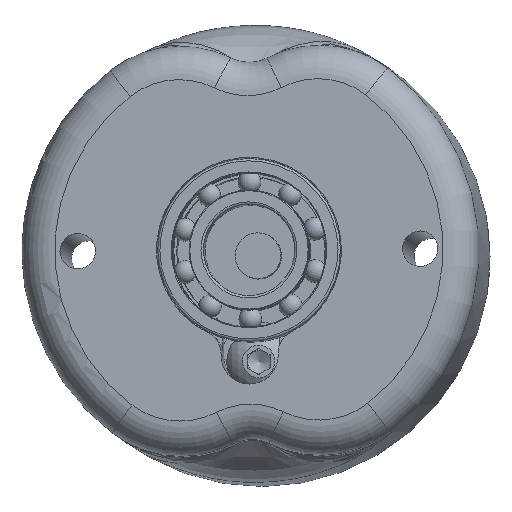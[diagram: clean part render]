
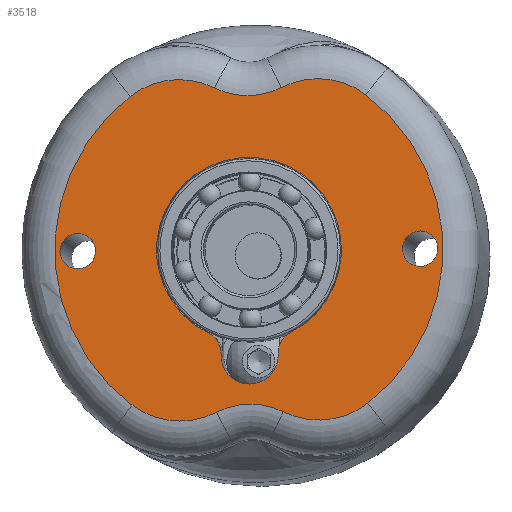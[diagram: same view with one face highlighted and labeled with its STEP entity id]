
A CAD part, top view. The second image highlights one B-rep face of the part: STEP entity #3518.
In plain terms, the highlighted planar face has unit normal (-0.041, 0.025, 0.999).
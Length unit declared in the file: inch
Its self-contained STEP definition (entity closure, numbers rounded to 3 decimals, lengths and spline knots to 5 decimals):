
#152=FACE_BOUND('',#508,.T.);
#153=FACE_BOUND('',#509,.T.);
#154=FACE_BOUND('',#510,.T.);
#203=PLANE('',#3845);
#298=FACE_OUTER_BOUND('',#507,.T.);
#507=EDGE_LOOP('',(#2522,#2523,#2524,#2525,#2526,#2527,#2528,#2529));
#508=EDGE_LOOP('',(#2530,#2531));
#509=EDGE_LOOP('',(#2532,#2533));
#510=EDGE_LOOP('',(#2534,#2535,#2536,#2537,#2538,#2539));
#792=LINE('',#6278,#989);
#793=LINE('',#6282,#990);
#989=VECTOR('',#4596,39.37008);
#990=VECTOR('',#4599,39.37008);
#1079=CIRCLE('',#3731,0.66929);
#1100=CIRCLE('',#3757,0.3189);
#1118=CIRCLE('',#3779,0.06102);
#1119=CIRCLE('',#3780,0.06102);
#1122=CIRCLE('',#3784,0.06102);
#1123=CIRCLE('',#3785,0.06102);
#1151=CIRCLE('',#3846,0.66929);
#1152=CIRCLE('',#3847,0.27559);
#1153=CIRCLE('',#3848,0.25591);
#1154=CIRCLE('',#3849,0.27559);
#1155=CIRCLE('',#3850,0.27559);
#1156=CIRCLE('',#3851,0.25591);
#1157=CIRCLE('',#3852,0.27559);
#1158=CIRCLE('',#3853,0.07874);
#1159=CIRCLE('',#3854,0.09843);
#1160=CIRCLE('',#3855,0.07874);
#1348=VERTEX_POINT('',#5407);
#1349=VERTEX_POINT('',#5408);
#1371=VERTEX_POINT('',#5478);
#1372=VERTEX_POINT('',#5480);
#1416=VERTEX_POINT('',#5975);
#1417=VERTEX_POINT('',#5977);
#1420=VERTEX_POINT('',#5985);
#1421=VERTEX_POINT('',#5987);
#1502=VERTEX_POINT('',#6262);
#1503=VERTEX_POINT('',#6263);
#1504=VERTEX_POINT('',#6265);
#1505=VERTEX_POINT('',#6267);
#1506=VERTEX_POINT('',#6270);
#1507=VERTEX_POINT('',#6272);
#1508=VERTEX_POINT('',#6275);
#1509=VERTEX_POINT('',#6277);
#1510=VERTEX_POINT('',#6279);
#1511=VERTEX_POINT('',#6281);
#1701=EDGE_CURVE('',#1348,#1349,#1079,.T.);
#1727=EDGE_CURVE('',#1372,#1371,#1100,.T.);
#1779=EDGE_CURVE('',#1417,#1416,#1118,.T.);
#1780=EDGE_CURVE('',#1416,#1417,#1119,.T.);
#1784=EDGE_CURVE('',#1421,#1420,#1122,.T.);
#1785=EDGE_CURVE('',#1420,#1421,#1123,.T.);
#1903=EDGE_CURVE('',#1502,#1503,#1151,.T.);
#1904=EDGE_CURVE('',#1503,#1504,#1152,.T.);
#1905=EDGE_CURVE('',#1504,#1505,#1153,.T.);
#1906=EDGE_CURVE('',#1505,#1348,#1154,.T.);
#1907=EDGE_CURVE('',#1349,#1506,#1155,.T.);
#1908=EDGE_CURVE('',#1506,#1507,#1156,.T.);
#1909=EDGE_CURVE('',#1507,#1502,#1157,.T.);
#1910=EDGE_CURVE('',#1371,#1508,#1158,.T.);
#1911=EDGE_CURVE('',#1509,#1508,#792,.T.);
#1912=EDGE_CURVE('',#1510,#1509,#1159,.T.);
#1913=EDGE_CURVE('',#1510,#1511,#793,.T.);
#1914=EDGE_CURVE('',#1511,#1372,#1160,.T.);
#2522=ORIENTED_EDGE('',*,*,#1903,.T.);
#2523=ORIENTED_EDGE('',*,*,#1904,.T.);
#2524=ORIENTED_EDGE('',*,*,#1905,.T.);
#2525=ORIENTED_EDGE('',*,*,#1906,.T.);
#2526=ORIENTED_EDGE('',*,*,#1701,.T.);
#2527=ORIENTED_EDGE('',*,*,#1907,.T.);
#2528=ORIENTED_EDGE('',*,*,#1908,.T.);
#2529=ORIENTED_EDGE('',*,*,#1909,.T.);
#2530=ORIENTED_EDGE('',*,*,#1784,.T.);
#2531=ORIENTED_EDGE('',*,*,#1785,.T.);
#2532=ORIENTED_EDGE('',*,*,#1779,.T.);
#2533=ORIENTED_EDGE('',*,*,#1780,.T.);
#2534=ORIENTED_EDGE('',*,*,#1727,.T.);
#2535=ORIENTED_EDGE('',*,*,#1910,.T.);
#2536=ORIENTED_EDGE('',*,*,#1911,.F.);
#2537=ORIENTED_EDGE('',*,*,#1912,.F.);
#2538=ORIENTED_EDGE('',*,*,#1913,.T.);
#2539=ORIENTED_EDGE('',*,*,#1914,.T.);
#3518=ADVANCED_FACE('',(#298,#152,#153,#154),#203,.F.);
#3731=AXIS2_PLACEMENT_3D('',#5409,#4241,#4242);
#3757=AXIS2_PLACEMENT_3D('',#5481,#4296,#4297);
#3779=AXIS2_PLACEMENT_3D('',#5978,#4359,#4360);
#3780=AXIS2_PLACEMENT_3D('',#5979,#4361,#4362);
#3784=AXIS2_PLACEMENT_3D('',#5988,#4370,#4371);
#3785=AXIS2_PLACEMENT_3D('',#5989,#4372,#4373);
#3845=AXIS2_PLACEMENT_3D('',#6261,#4578,#4579);
#3846=AXIS2_PLACEMENT_3D('',#6264,#4580,#4581);
#3847=AXIS2_PLACEMENT_3D('',#6266,#4582,#4583);
#3848=AXIS2_PLACEMENT_3D('',#6268,#4584,#4585);
#3849=AXIS2_PLACEMENT_3D('',#6269,#4586,#4587);
#3850=AXIS2_PLACEMENT_3D('',#6271,#4588,#4589);
#3851=AXIS2_PLACEMENT_3D('',#6273,#4590,#4591);
#3852=AXIS2_PLACEMENT_3D('',#6274,#4592,#4593);
#3853=AXIS2_PLACEMENT_3D('',#6276,#4594,#4595);
#3854=AXIS2_PLACEMENT_3D('',#6280,#4597,#4598);
#3855=AXIS2_PLACEMENT_3D('',#6283,#4600,#4601);
#4241=DIRECTION('center_axis',(-0.041,0.025,0.999));
#4242=DIRECTION('ref_axis',(-0.999,-0.007,-0.041));
#4296=DIRECTION('center_axis',(0.041,-0.025,-0.999));
#4297=DIRECTION('ref_axis',(-0.999,-0.007,-0.041));
#4359=DIRECTION('center_axis',(0.041,-0.025,-0.999));
#4360=DIRECTION('ref_axis',(-0.999,-0.007,-0.041));
#4361=DIRECTION('center_axis',(0.041,-0.025,-0.999));
#4362=DIRECTION('ref_axis',(-0.999,-0.007,-0.041));
#4370=DIRECTION('center_axis',(0.041,-0.025,-0.999));
#4371=DIRECTION('ref_axis',(-0.999,-0.007,-0.041));
#4372=DIRECTION('center_axis',(0.041,-0.025,-0.999));
#4373=DIRECTION('ref_axis',(-0.999,-0.007,-0.041));
#4578=DIRECTION('center_axis',(0.041,-0.025,-0.999));
#4579=DIRECTION('ref_axis',(-0.999,-0.007,-0.041));
#4580=DIRECTION('center_axis',(-0.041,0.025,0.999));
#4581=DIRECTION('ref_axis',(-0.999,-0.007,-0.041));
#4582=DIRECTION('center_axis',(-0.041,0.025,0.999));
#4583=DIRECTION('ref_axis',(-0.999,-0.007,-0.041));
#4584=DIRECTION('center_axis',(0.041,-0.025,-0.999));
#4585=DIRECTION('ref_axis',(-0.999,-0.007,-0.041));
#4586=DIRECTION('center_axis',(-0.041,0.025,0.999));
#4587=DIRECTION('ref_axis',(-0.999,-0.007,-0.041));
#4588=DIRECTION('center_axis',(-0.041,0.025,0.999));
#4589=DIRECTION('ref_axis',(-0.999,-0.007,-0.041));
#4590=DIRECTION('center_axis',(0.041,-0.025,-0.999));
#4591=DIRECTION('ref_axis',(-0.999,-0.007,-0.041));
#4592=DIRECTION('center_axis',(-0.041,0.025,0.999));
#4593=DIRECTION('ref_axis',(-0.999,-0.007,-0.041));
#4594=DIRECTION('center_axis',(-0.041,0.025,0.999));
#4595=DIRECTION('ref_axis',(-0.999,-0.007,-0.041));
#4596=DIRECTION('',(-0.006,1.,-0.025));
#4597=DIRECTION('center_axis',(-0.041,0.025,0.999));
#4598=DIRECTION('ref_axis',(0.999,0.007,0.041));
#4599=DIRECTION('',(-0.006,1.,-0.025));
#4600=DIRECTION('center_axis',(-0.041,0.025,0.999));
#4601=DIRECTION('ref_axis',(-0.999,-0.007,-0.041));
#5407=CARTESIAN_POINT('',(-15.92779,6.07405,12.53334));
#5408=CARTESIAN_POINT('',(-15.92136,5.01106,12.55995));
#5409=CARTESIAN_POINT('Origin',(-15.51837,5.54543,12.56316));
#5478=CARTESIAN_POINT('',(-15.37468,5.26103,12.57608));
#5480=CARTESIAN_POINT('',(-15.65861,5.25902,12.56453));
#5481=CARTESIAN_POINT('Origin',(-15.51837,5.54543,12.56316));
#5975=CARTESIAN_POINT('',(-14.9893,5.54917,12.58467));
#5977=CARTESIAN_POINT('',(-14.86735,5.55003,12.58963));
#5978=CARTESIAN_POINT('Origin',(-14.92832,5.5496,12.58715));
#5979=CARTESIAN_POINT('Origin',(-14.92832,5.5496,12.58715));
#5985=CARTESIAN_POINT('',(-16.16939,5.54083,12.53669));
#5987=CARTESIAN_POINT('',(-16.04745,5.54169,12.54164));
#5988=CARTESIAN_POINT('Origin',(-16.10842,5.54126,12.53917));
#5989=CARTESIAN_POINT('Origin',(-16.10842,5.54126,12.53917));
#6261=CARTESIAN_POINT('Origin',(-15.51837,5.54543,12.56316));
#6262=CARTESIAN_POINT('',(-15.10896,5.01681,12.59298));
#6263=CARTESIAN_POINT('',(-15.11539,6.07979,12.56637));
#6264=CARTESIAN_POINT('Origin',(-15.51837,5.54543,12.56316));
#6265=CARTESIAN_POINT('',(-15.40671,6.10492,12.55385));
#6266=CARTESIAN_POINT('Origin',(-15.28132,5.85976,12.56505));
#6267=CARTESIAN_POINT('',(-15.6368,6.10329,12.5445));
#6268=CARTESIAN_POINT('Origin',(-15.52313,6.33257,12.54346));
#6269=CARTESIAN_POINT('Origin',(-15.75921,5.85638,12.54562));
#6270=CARTESIAN_POINT('',(-15.63004,4.98594,12.57247));
#6271=CARTESIAN_POINT('Origin',(-15.75542,5.2311,12.56127));
#6272=CARTESIAN_POINT('',(-15.39995,4.98756,12.58182));
#6273=CARTESIAN_POINT('Origin',(-15.51361,4.75829,12.58286));
#6274=CARTESIAN_POINT('Origin',(-15.27754,5.23447,12.5807));
#6275=CARTESIAN_POINT('',(-15.41788,5.19025,12.57607));
#6276=CARTESIAN_POINT('Origin',(-15.3392,5.19081,12.57927));
#6277=CARTESIAN_POINT('',(-15.41783,5.18207,12.57627));
#6278=CARTESIAN_POINT('',(-15.42003,5.54612,12.56716));
#6279=CARTESIAN_POINT('',(-15.61451,5.18068,12.56827));
#6280=CARTESIAN_POINT('Origin',(-15.51617,5.18138,12.57227));
#6281=CARTESIAN_POINT('',(-15.61456,5.18886,12.56807));
#6282=CARTESIAN_POINT('',(-15.61671,5.54473,12.55916));
#6283=CARTESIAN_POINT('Origin',(-15.69323,5.18831,12.56487));
